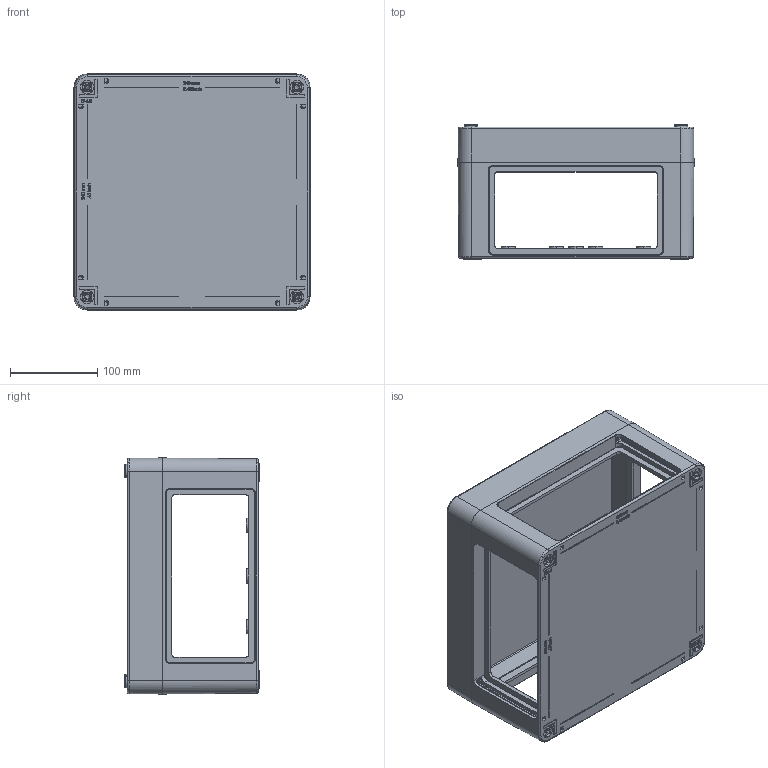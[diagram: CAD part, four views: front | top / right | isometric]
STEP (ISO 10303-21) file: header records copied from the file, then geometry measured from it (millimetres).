
FILE_DESCRIPTION (( 'STEP AP214' ), '1' );
FILE_NAME ('14020001.STEP', '2009-01-21T14:54:55', ( ' ' ), ( '' ), 'SwSTEP 2.0', 'SolidWorks 2008', '' );
FILE_SCHEMA (( 'AUTOMOTIVE_DESIGN' ));
Length unit declared in the file: millimetre
Products named in the file (10): 82304_Standard; 39008_Standard; 51879_Vorspannung; 39022_Standard; 94074_Vorspannung; 14020001; 39027_Standard; 39003_Standard; 39018_Standard
Assembly tree (18 placements, depth 3):
  14020001
    82304_Standard
    39008_Standard  x4
    39027_Standard  x4
    51879_Vorspannung  x4
      94074_Vorspannung
      39022_Standard
    39003_Standard
      39003_Standard
    39018_Standard
Bounding box: 270 x 154 x 270 mm (x, y, z)
Volume: 1293829.2 mm3; surface area: 648533.8 mm2
Topology: 19 solids, 19 shells, 4454 faces, 11229 edges, 6809 vertices
Faces by surface type: plane 1382, cylinder 1256, bspline 1043, cone 360, torus 277, sphere 136
Entity records: 142731 total; most frequent: CARTESIAN_POINT 65623, ORIENTED_EDGE 17936, DIRECTION 13798, EDGE_CURVE 8968, VERTEX_POINT 5447, AXIS2_PLACEMENT_3D 5061, EDGE_LOOP 3831, VECTOR 3676
